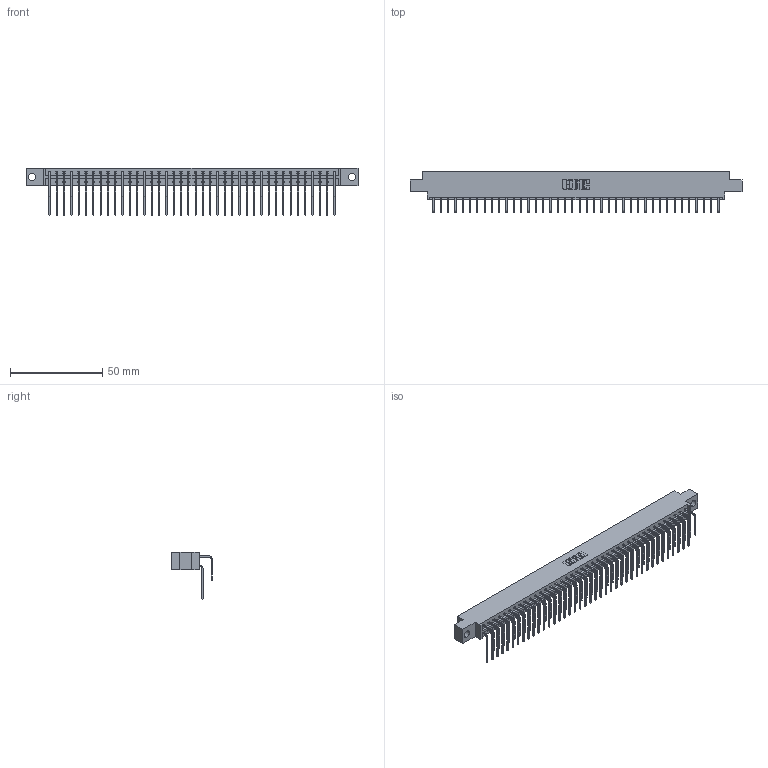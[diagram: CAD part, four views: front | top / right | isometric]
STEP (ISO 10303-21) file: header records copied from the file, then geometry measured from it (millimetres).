
FILE_DESCRIPTION (( 'STEP AP203' ), '1' );
FILE_NAME ('833-080-558-804.STEP', '2020-06-05T22:33:36', ( '' ), ( '' ), 'SwSTEP 2.0', 'SolidWorks 2020', '' );
FILE_SCHEMA (( 'CONFIG_CONTROL_DESIGN' ));
Length unit declared in the file: inch
Products named in the file (4): 833-080-558-804; 345-292-001_558 559 Tail - 1; 833 Part_Offset - .156 Dia - TH; 345-292-001_558 Tail - 2
Assembly tree (81 placements, depth 2):
  833-080-558-804
    833 Part_Offset - .156 Dia - TH
    345-292-001_558 559 Tail - 1  x40
    345-292-001_558 Tail - 2  x40
Bounding box: 180.04 x 22.17 x 25.53 mm (x, y, z)
Volume: 18507.7 mm3; surface area: 24178.2 mm2
Topology: 81 solids, 81 shells, 4438 faces, 13203 edges, 8694 vertices
Faces by surface type: plane 3114, cylinder 1324
Entity records: 27911 total; most frequent: CARTESIAN_POINT 4681, ORIENTED_EDGE 4566, DIRECTION 3983, EDGE_CURVE 2283, VECTOR 2115, LINE 2115, VERTEX_POINT 1518, AXIS2_PLACEMENT_3D 934
